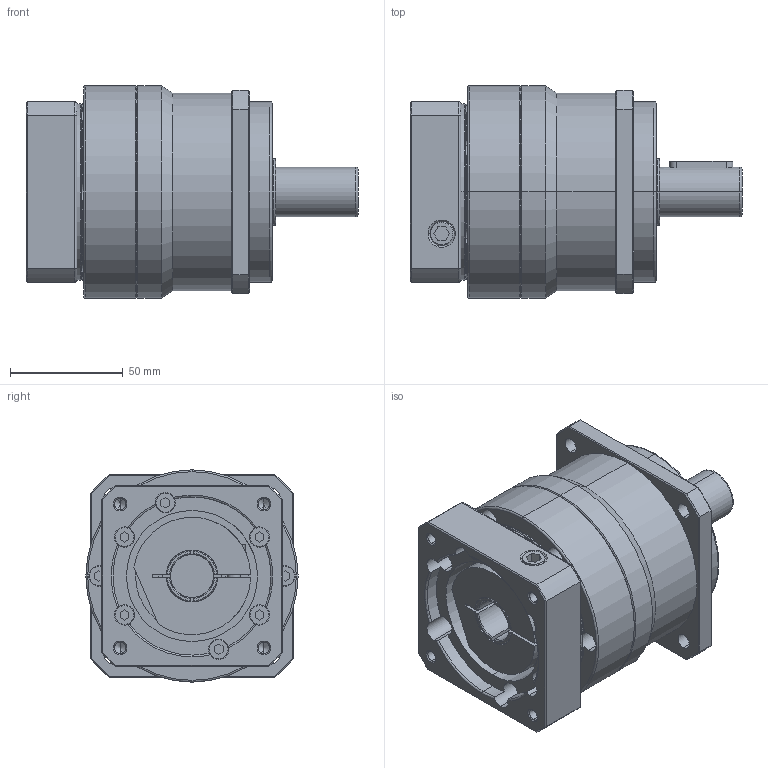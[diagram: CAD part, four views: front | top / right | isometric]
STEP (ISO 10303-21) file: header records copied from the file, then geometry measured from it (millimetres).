
FILE_DESCRIPTION (( 'STEP AP203' ), '1' );
FILE_NAME ('PEH090-L1-19-70-90-M6-A22.STEP', '2023-05-19T02:05:27', ( '' ), ( '' ), 'SwSTEP 2.0', 'SolidWorks 2018', '' );
FILE_SCHEMA (( 'CONFIG_CONTROL_DESIGN' ));
Length unit declared in the file: millimetre
Products named in the file (1): PEH090-L1-19-70-90-M6-A22
Bounding box: 147 x 94 x 94 mm (x, y, z)
Volume: 646574.4 mm3; surface area: 113828.8 mm2
Topology: 22 solids, 22 shells, 533 faces, 1243 edges, 780 vertices
Faces by surface type: plane 225, cylinder 163, cone 91, torus 51, bspline 3
Entity records: 17288 total; most frequent: CARTESIAN_POINT 4881, DIRECTION 2697, ORIENTED_EDGE 2466, EDGE_CURVE 1233, AXIS2_PLACEMENT_3D 1049, VERTEX_POINT 780, VECTOR 599, LINE 599
